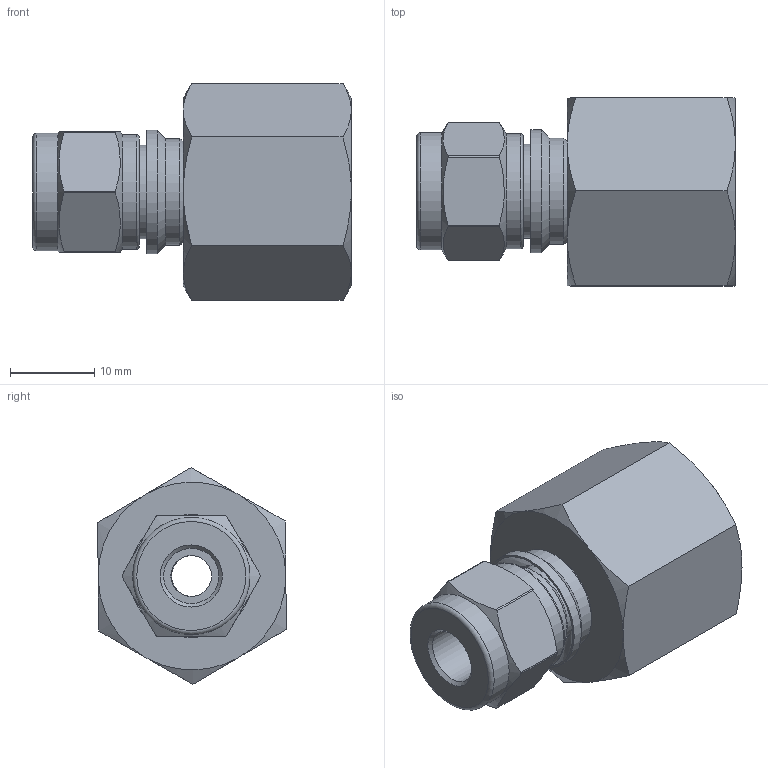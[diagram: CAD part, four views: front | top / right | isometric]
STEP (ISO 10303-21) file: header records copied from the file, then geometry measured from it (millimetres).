
FILE_DESCRIPTION(/* description */ (''),/* implementation_level */ '2;1');
FILE_NAME(/* name */ 'SFCI-4-6N.stp',/* time_stamp */ '2022-04-28T13:48:20+09:00',/* author */ ('user'),/* organization */ (''),/* preprocessor_version */ 'ST-DEVELOPER v18.1',/* originating_system */ 'Autodesk Inventor 2022',/* authorisation */ '');
FILE_SCHEMA (('AUTOMOTIVE_DESIGN { 1 0 10303 214 3 1 1 }'));
Length unit declared in the file: millimetre
Products named in the file (1): SFC-4-6N(A)
Bounding box: 37.74 x 22.33 x 25.66 mm (x, y, z)
Volume: 7753.3 mm3; surface area: 4659.6 mm2
Topology: 1 solids, 1 shells, 63 faces, 152 edges, 96 vertices
Faces by surface type: cone 23, plane 21, cylinder 17, torus 2
Full cylindrical faces by diameter (mm): 4.826 x2, 6.55 x1, 9.4 x1, 10.1 x1, 11.112 x1, 12.6 x1, 13.6 x1, 13.9 x1, 14.317 x1, 14.6 x1
Entity records: 1851 total; most frequent: CARTESIAN_POINT 384, DIRECTION 308, ORIENTED_EDGE 304, EDGE_CURVE 152, AXIS2_PLACEMENT_3D 128, VERTEX_POINT 96, EDGE_LOOP 70, CIRCLE 64
